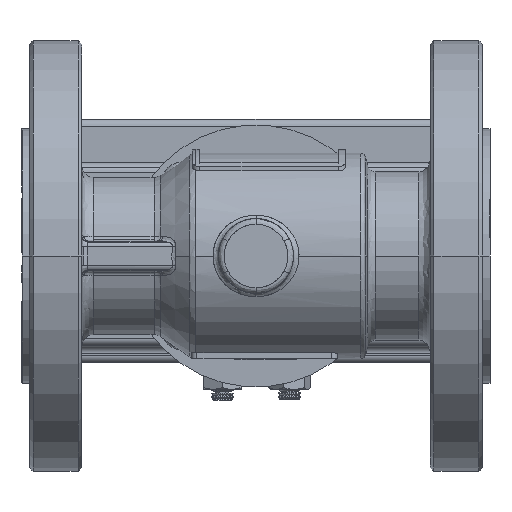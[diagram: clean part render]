
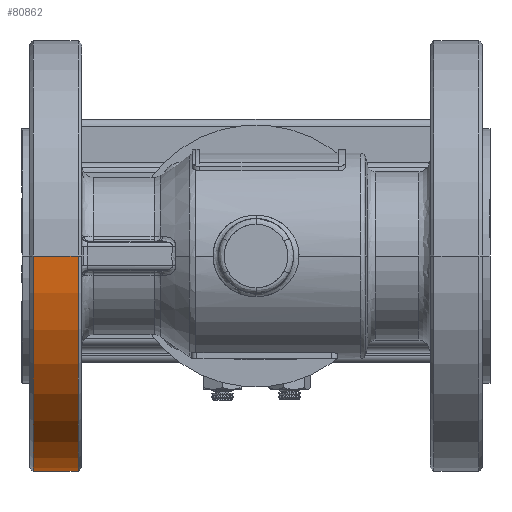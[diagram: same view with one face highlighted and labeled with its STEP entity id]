
A CAD part, front view. The second image highlights one B-rep face of the part: STEP entity #80862.
In plain terms, the highlighted cylindrical face has radius 57.5 mm (diameter 115 mm), a partial arc.
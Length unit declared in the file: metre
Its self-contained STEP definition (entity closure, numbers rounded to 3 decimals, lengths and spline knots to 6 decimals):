
#1526 = AXIS2_PLACEMENT_3D ( 'NONE', #63315, #34646, #22603 ) ;
#2348 = CARTESIAN_POINT ( 'NONE',  ( -0.047552, 0.027733, 0.124797 ) ) ;
#5307 = CARTESIAN_POINT ( 'NONE',  ( -0.059552, 0.027733, 0.124797 ) ) ;
#6028 = CARTESIAN_POINT ( 'NONE',  ( -0.059552, -0.029767, 0.124797 ) ) ;
#6527 = VECTOR ( 'NONE', #71178, 1. ) ;
#10307 = LINE ( 'NONE', #17449, #6527 ) ;
#13089 = FACE_OUTER_BOUND ( 'NONE', #60484, .T. ) ;
#17449 = CARTESIAN_POINT ( 'NONE',  ( -0.053552, -0.087267, 0.124797 ) ) ;
#18107 = EDGE_CURVE ( 'NONE', #26855, #50183, #60326, .T. ) ;
#19518 = ORIENTED_EDGE ( 'NONE', *, *, #77884, .T. ) ;
#21025 = EDGE_CURVE ( 'NONE', #76459, #37734, #10307, .T. ) ;
#22306 = AXIS2_PLACEMENT_3D ( 'NONE', #6028, #32457, #59781 ) ;
#22603 = DIRECTION ( 'NONE',  ( 0., 0., 1. ) ) ;
#24891 = EDGE_CURVE ( 'NONE', #50183, #76459, #58592, .T. ) ;
#26855 = VERTEX_POINT ( 'NONE', #5307 ) ;
#30785 = CIRCLE ( 'NONE', #22306, 0.0575 ) ;
#32457 = DIRECTION ( 'NONE',  ( 1., 0., 0. ) ) ;
#34646 = DIRECTION ( 'NONE',  ( -1., 0., 0. ) ) ;
#37734 = VERTEX_POINT ( 'NONE', #51051 ) ;
#40753 = DIRECTION ( 'NONE',  ( 0., 0., 1. ) ) ;
#45060 = DIRECTION ( 'NONE',  ( 1., 0., 0. ) ) ;
#48306 = AXIS2_PLACEMENT_3D ( 'NONE', #66775, #54258, #40753 ) ;
#50183 = VERTEX_POINT ( 'NONE', #2348 ) ;
#51051 = CARTESIAN_POINT ( 'NONE',  ( -0.059552, -0.087267, 0.124797 ) ) ;
#54258 = DIRECTION ( 'NONE',  ( -1., 0., 0. ) ) ;
#56562 = ORIENTED_EDGE ( 'NONE', *, *, #21025, .T. ) ;
#58592 = CIRCLE ( 'NONE', #1526, 0.0575 ) ;
#58644 = ORIENTED_EDGE ( 'NONE', *, *, #24891, .T. ) ;
#59781 = DIRECTION ( 'NONE',  ( 0., 0., 1. ) ) ;
#60326 = LINE ( 'NONE', #65275, #87175 ) ;
#60484 = EDGE_LOOP ( 'NONE', ( #56562, #19518, #76623, #58644 ) ) ;
#63315 = CARTESIAN_POINT ( 'NONE',  ( -0.047552, -0.029767, 0.124797 ) ) ;
#65275 = CARTESIAN_POINT ( 'NONE',  ( -0.053552, 0.027733, 0.124797 ) ) ;
#66775 = CARTESIAN_POINT ( 'NONE',  ( -0.053552, -0.029767, 0.124797 ) ) ;
#71178 = DIRECTION ( 'NONE',  ( -1., 0., 0. ) ) ;
#74387 = CYLINDRICAL_SURFACE ( 'NONE', #48306, 0.0575 ) ;
#76459 = VERTEX_POINT ( 'NONE', #86133 ) ;
#76623 = ORIENTED_EDGE ( 'NONE', *, *, #18107, .T. ) ;
#77884 = EDGE_CURVE ( 'NONE', #37734, #26855, #30785, .T. ) ;
#80862 = ADVANCED_FACE ( 'NONE', ( #13089 ), #74387, .T. ) ;
#86133 = CARTESIAN_POINT ( 'NONE',  ( -0.047552, -0.087267, 0.124797 ) ) ;
#87175 = VECTOR ( 'NONE', #45060, 1. ) ;
